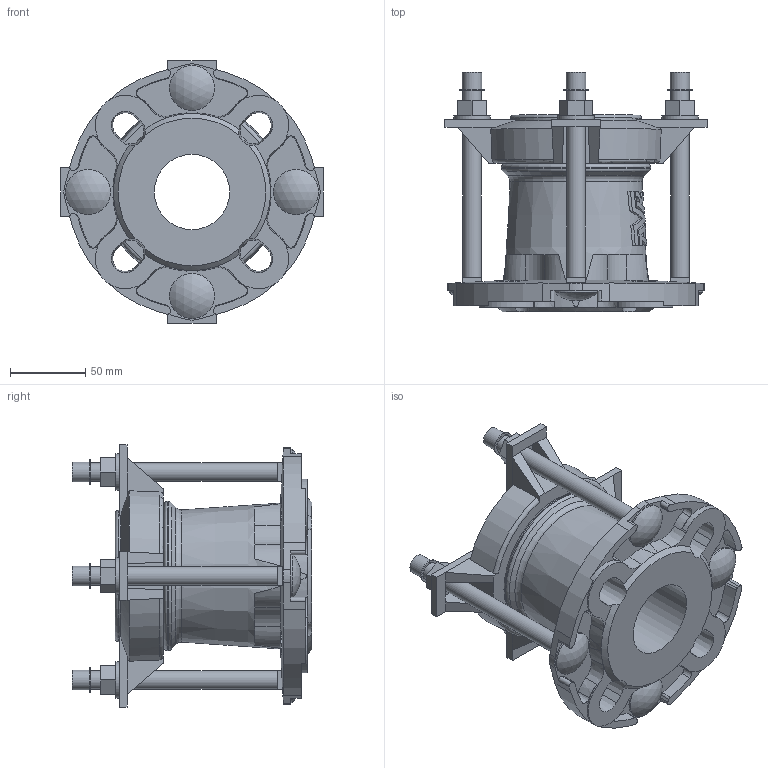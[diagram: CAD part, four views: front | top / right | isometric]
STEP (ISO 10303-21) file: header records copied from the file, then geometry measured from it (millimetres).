
FILE_DESCRIPTION (( 'STEP AP203' ), '1' );
FILE_NAME ('O_603_A_DN050_057-074mm.STEP', '2015-04-10T01:57:09', ( 'ken' ), ( '' ), 'SwSTEP 2.0', 'SolidWorks 2012', '' );
FILE_SCHEMA (( 'CONFIG_CONTROL_DESIGN' ));
Length unit declared in the file: millimetre
Products named in the file (1): O_603_A_DN050_057-074mm
Bounding box: 174 x 159 x 174 mm (x, y, z)
Volume: 966508.9 mm3; surface area: 155911.5 mm2
Topology: 1 solids, 1 shells, 383 faces, 1083 edges, 698 vertices
Faces by surface type: plane 218, cylinder 73, cone 72, torus 8, bspline 8, sphere 4
Full cylindrical faces by diameter (mm): 12 x8, 13 x4, 16 x4, 24 x4, 30 x4, 50 x1, 87 x1, 99 x1
Entity records: 13314 total; most frequent: CARTESIAN_POINT 3655, ORIENTED_EDGE 2068, DIRECTION 1907, EDGE_CURVE 1034, AXIS2_PLACEMENT_3D 715, VERTEX_POINT 685, LINE 477, VECTOR 477
